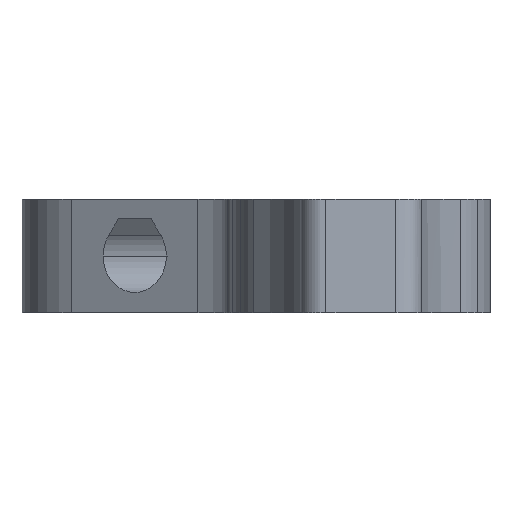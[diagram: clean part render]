
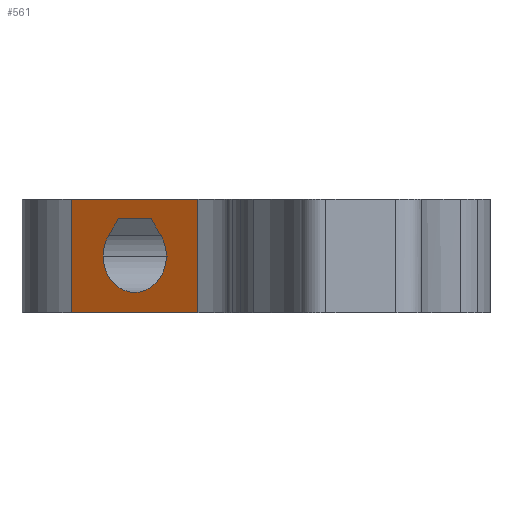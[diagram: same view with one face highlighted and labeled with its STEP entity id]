
A CAD part, front view. The second image highlights one B-rep face of the part: STEP entity #561.
In plain terms, the highlighted planar face has unit normal (-0.5, -0.866, 0).
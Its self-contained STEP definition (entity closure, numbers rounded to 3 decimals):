
#8 = VERTEX_POINT ( 'NONE', #1165 ) ;
#34 = CIRCLE ( 'NONE', #1397, 4.25 ) ;
#37 = EDGE_LOOP ( 'NONE', ( #54, #321, #39, #936, #476, #479 ) ) ;
#39 = ORIENTED_EDGE ( 'NONE', *, *, #170, .T. ) ;
#46 = EDGE_CURVE ( 'NONE', #1312, #1348, #748, .T. ) ;
#49 = CARTESIAN_POINT ( 'NONE',  ( -22.677, -4.228, 0. ) ) ;
#54 = ORIENTED_EDGE ( 'NONE', *, *, #263, .T. ) ;
#55 = CARTESIAN_POINT ( 'NONE',  ( -23.319, -3.857, 2.398 ) ) ;
#64 = EDGE_CURVE ( 'NONE', #257, #1277, #394, .T. ) ;
#69 = VECTOR ( 'NONE', #708, 1000. ) ;
#103 = CIRCLE ( 'NONE', #174, 4.25 ) ;
#120 = VERTEX_POINT ( 'NONE', #467 ) ;
#125 = AXIS2_PLACEMENT_3D ( 'NONE', #842, #1195, #374 ) ;
#133 = EDGE_CURVE ( 'NONE', #120, #288, #526, .T. ) ;
#135 = CARTESIAN_POINT ( 'NONE',  ( -28.241, -1.015, 4.35 ) ) ;
#156 = CARTESIAN_POINT ( 'NONE',  ( -24.474, -3.19, 4.35 ) ) ;
#165 = DIRECTION ( 'NONE',  ( 0., 0., -1. ) ) ;
#170 = EDGE_CURVE ( 'NONE', #658, #8, #34, .T. ) ;
#174 = AXIS2_PLACEMENT_3D ( 'NONE', #857, #865, #1096 ) ;
#225 = VERTEX_POINT ( 'NONE', #55 ) ;
#236 = FACE_BOUND ( 'NONE', #37, .T. ) ;
#246 = DIRECTION ( 'NONE',  ( 0.5, 0.866, 0. ) ) ;
#257 = VERTEX_POINT ( 'NONE', #982 ) ;
#261 = CARTESIAN_POINT ( 'NONE',  ( -28.241, -1.015, 4.35 ) ) ;
#263 = EDGE_CURVE ( 'NONE', #257, #225, #817, .T. ) ;
#288 = VERTEX_POINT ( 'NONE', #387 ) ;
#317 = VECTOR ( 'NONE', #331, 1000. ) ;
#321 = ORIENTED_EDGE ( 'NONE', *, *, #322, .T. ) ;
#322 = EDGE_CURVE ( 'NONE', #225, #658, #103, .T. ) ;
#331 = DIRECTION ( 'NONE',  ( -0.866, 0.5, 0. ) ) ;
#334 = DIRECTION ( 'NONE',  ( -0.866, 0.5, 0. ) ) ;
#374 = DIRECTION ( 'NONE',  ( 0.866, -0.5, 0. ) ) ;
#387 = CARTESIAN_POINT ( 'NONE',  ( -33.719, 2.147, -6.6 ) ) ;
#394 = LINE ( 'NONE', #1155, #1292 ) ;
#462 = CARTESIAN_POINT ( 'NONE',  ( -26.358, -2.103, 0. ) ) ;
#467 = CARTESIAN_POINT ( 'NONE',  ( -18.996, -6.353, -6.6 ) ) ;
#476 = ORIENTED_EDGE ( 'NONE', *, *, #622, .F. ) ;
#478 = DIRECTION ( 'NONE',  ( -0.489, 0.282, -0.826 ) ) ;
#479 = ORIENTED_EDGE ( 'NONE', *, *, #64, .F. ) ;
#484 = PLANE ( 'NONE',  #125 ) ;
#486 = CARTESIAN_POINT ( 'NONE',  ( -18.996, -6.353, -6.6 ) ) ;
#508 = CIRCLE ( 'NONE', #1199, 4.25 ) ;
#509 = CARTESIAN_POINT ( 'NONE',  ( -33.719, 2.147, 6.6 ) ) ;
#526 = LINE ( 'NONE', #486, #69 ) ;
#561 = ADVANCED_FACE ( 'NONE', ( #236, #1275 ), #484, .T. ) ;
#574 = LINE ( 'NONE', #135, #671 ) ;
#585 = DIRECTION ( 'NONE',  ( 0.866, -0.5, 0. ) ) ;
#610 = DIRECTION ( 'NONE',  ( 0., 0., -1. ) ) ;
#622 = EDGE_CURVE ( 'NONE', #1277, #914, #574, .T. ) ;
#629 = LINE ( 'NONE', #881, #669 ) ;
#658 = VERTEX_POINT ( 'NONE', #49 ) ;
#669 = VECTOR ( 'NONE', #165, 1000. ) ;
#671 = VECTOR ( 'NONE', #478, 1000. ) ;
#708 = DIRECTION ( 'NONE',  ( -0.866, 0.5, 0. ) ) ;
#729 = CARTESIAN_POINT ( 'NONE',  ( -26.358, -2.103, 0. ) ) ;
#731 = CARTESIAN_POINT ( 'NONE',  ( -18.996, -6.353, 6.6 ) ) ;
#742 = DIRECTION ( 'NONE',  ( 0.489, -0.282, -0.826 ) ) ;
#748 = LINE ( 'NONE', #1149, #317 ) ;
#775 = VECTOR ( 'NONE', #610, 1000. ) ;
#799 = ORIENTED_EDGE ( 'NONE', *, *, #1320, .T. ) ;
#817 = LINE ( 'NONE', #156, #1098 ) ;
#842 = CARTESIAN_POINT ( 'NONE',  ( -18.996, -6.353, 6.6 ) ) ;
#857 = CARTESIAN_POINT ( 'NONE',  ( -26.358, -2.103, 0. ) ) ;
#865 = DIRECTION ( 'NONE',  ( 0.5, 0.866, 0. ) ) ;
#881 = CARTESIAN_POINT ( 'NONE',  ( -33.719, 2.147, 6.6 ) ) ;
#914 = VERTEX_POINT ( 'NONE', #1003 ) ;
#936 = ORIENTED_EDGE ( 'NONE', *, *, #1039, .T. ) ;
#982 = CARTESIAN_POINT ( 'NONE',  ( -24.474, -3.19, 4.35 ) ) ;
#987 = CARTESIAN_POINT ( 'NONE',  ( -18.996, -6.353, 6.6 ) ) ;
#1003 = CARTESIAN_POINT ( 'NONE',  ( -29.397, -0.348, 2.398 ) ) ;
#1031 = ORIENTED_EDGE ( 'NONE', *, *, #46, .T. ) ;
#1039 = EDGE_CURVE ( 'NONE', #8, #914, #508, .T. ) ;
#1047 = ORIENTED_EDGE ( 'NONE', *, *, #1217, .F. ) ;
#1094 = LINE ( 'NONE', #731, #775 ) ;
#1096 = DIRECTION ( 'NONE',  ( 0.866, -0.5, 0. ) ) ;
#1098 = VECTOR ( 'NONE', #742, 1000. ) ;
#1149 = CARTESIAN_POINT ( 'NONE',  ( -18.996, -6.353, 6.6 ) ) ;
#1155 = CARTESIAN_POINT ( 'NONE',  ( -24.474, -3.19, 4.35 ) ) ;
#1165 = CARTESIAN_POINT ( 'NONE',  ( -30.038, 0.022, 0. ) ) ;
#1195 = DIRECTION ( 'NONE',  ( -0.5, -0.866, 0. ) ) ;
#1199 = AXIS2_PLACEMENT_3D ( 'NONE', #462, #1288, #1283 ) ;
#1216 = ORIENTED_EDGE ( 'NONE', *, *, #133, .F. ) ;
#1217 = EDGE_CURVE ( 'NONE', #1312, #120, #1094, .T. ) ;
#1275 = FACE_OUTER_BOUND ( 'NONE', #1464, .T. ) ;
#1277 = VERTEX_POINT ( 'NONE', #261 ) ;
#1283 = DIRECTION ( 'NONE',  ( 0.866, -0.5, 0. ) ) ;
#1288 = DIRECTION ( 'NONE',  ( 0.5, 0.866, 0. ) ) ;
#1292 = VECTOR ( 'NONE', #334, 1000. ) ;
#1312 = VERTEX_POINT ( 'NONE', #987 ) ;
#1320 = EDGE_CURVE ( 'NONE', #1348, #288, #629, .T. ) ;
#1348 = VERTEX_POINT ( 'NONE', #509 ) ;
#1397 = AXIS2_PLACEMENT_3D ( 'NONE', #729, #246, #585 ) ;
#1464 = EDGE_LOOP ( 'NONE', ( #1216, #1047, #1031, #799 ) ) ;
